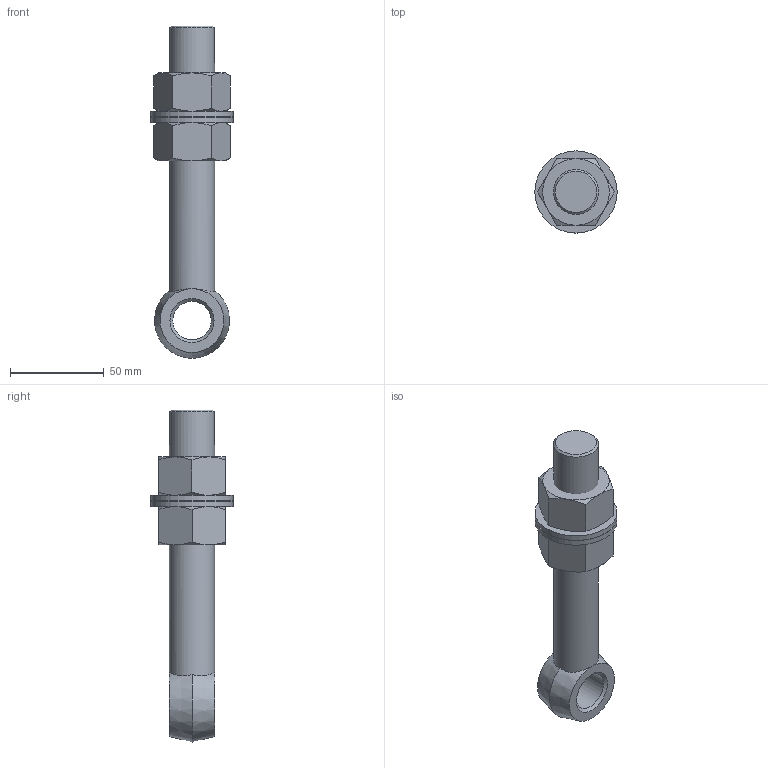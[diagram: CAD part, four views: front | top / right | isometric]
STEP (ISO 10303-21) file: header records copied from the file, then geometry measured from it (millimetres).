
FILE_DESCRIPTION (( 'STEP AP203' ), '1' );
FILE_NAME ('121-M24-AS.step', '2023-08-22T07:44:42', ( '' ), ( '' ), 'SwSTEP 2.0', 'SolidWorks 2018', '' );
FILE_SCHEMA (( 'CONFIG_CONTROL_DESIGN' ));
Length unit declared in the file: millimetre
Products named in the file (4): 121-Mxx-AS Teil2_121-M24-AS Teil2; 121-M24-AS; 121-Mxx-AS Teil1_121-M24-AS Teil3; 121-Mxx-AS Teil3_121-M24-AS Teil3
Assembly tree (5 placements, depth 2):
  121-M24-AS
    121-Mxx-AS Teil1_121-M24-AS Teil3
    121-Mxx-AS Teil2_121-M24-AS Teil2  x2
    121-Mxx-AS Teil3_121-M24-AS Teil3  x2
Bounding box: 43.8 x 43.8 x 176.93 mm (x, y, z)
Volume: 116606.8 mm3; surface area: 31527.8 mm2
Topology: 5 solids, 5 shells, 174 faces, 422 edges, 270 vertices
Faces by surface type: plane 106, cone 33, bspline 27, cylinder 8
Full cylindrical faces by diameter (mm): 20.5 x1, 21 x2, 24 x1, 26.3 x2, 43.8 x2
Entity records: 6324 total; most frequent: CARTESIAN_POINT 2589, ORIENTED_EDGE 714, DIRECTION 560, EDGE_CURVE 357, LINE 246, VECTOR 246, VERTEX_POINT 238, EDGE_LOOP 175
